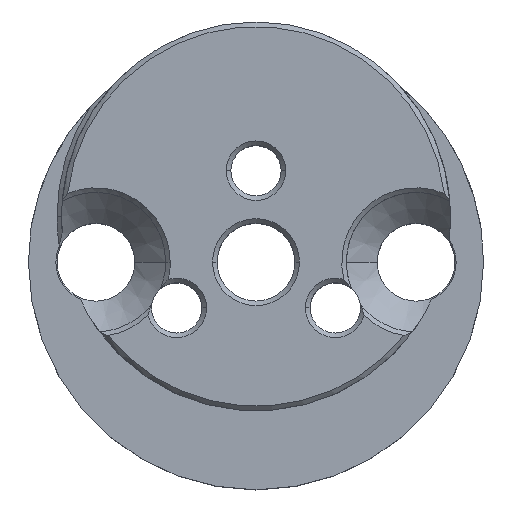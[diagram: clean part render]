
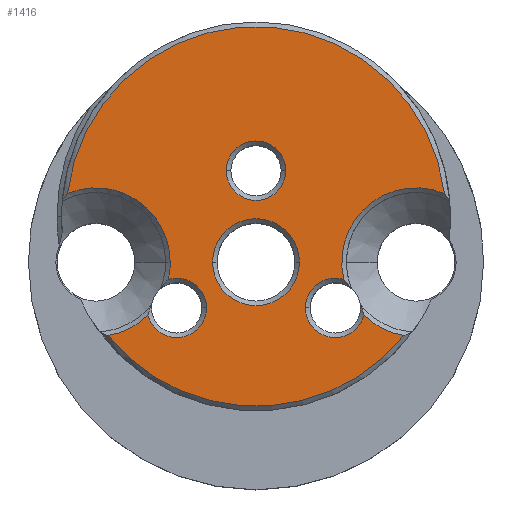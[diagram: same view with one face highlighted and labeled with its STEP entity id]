
A CAD part, top view. The second image highlights one B-rep face of the part: STEP entity #1416.
In plain terms, the highlighted planar face has unit normal (0, 0, 1).
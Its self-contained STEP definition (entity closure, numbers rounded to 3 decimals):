
#14 = CARTESIAN_POINT ( 'NONE',  ( -7., 0., 7. ) ) ;
#17 = AXIS2_PLACEMENT_3D ( 'NONE', #1052, #1020, #1946 ) ;
#30 = DIRECTION ( 'NONE',  ( 0., 0., 1. ) ) ;
#40 = CARTESIAN_POINT ( 'NONE',  ( 0., 2., 7. ) ) ;
#70 = AXIS2_PLACEMENT_3D ( 'NONE', #617, #290, #1048 ) ;
#76 = CIRCLE ( 'NONE', #340, 1.3 ) ;
#101 = AXIS2_PLACEMENT_3D ( 'NONE', #349, #765, #1826 ) ;
#120 = CARTESIAN_POINT ( 'NONE',  ( -1.3, 4., 7. ) ) ;
#121 = DIRECTION ( 'NONE',  ( 1., 0., 0. ) ) ;
#138 = PLANE ( 'NONE',  #1831 ) ;
#162 = ORIENTED_EDGE ( 'NONE', *, *, #1590, .T. ) ;
#181 = EDGE_LOOP ( 'NONE', ( #1662, #217, #1721, #1846, #1247, #1315, #1903, #1294, #1126, #162, #1083 ) ) ;
#210 = EDGE_CURVE ( 'NONE', #1950, #1652, #1918, .T. ) ;
#212 = VERTEX_POINT ( 'NONE', #1501 ) ;
#217 = ORIENTED_EDGE ( 'NONE', *, *, #794, .T. ) ;
#239 = CARTESIAN_POINT ( 'NONE',  ( 3.464, -2., 7. ) ) ;
#255 = VERTEX_POINT ( 'NONE', #1304 ) ;
#289 = CARTESIAN_POINT ( 'NONE',  ( 0., 0., 7. ) ) ;
#290 = DIRECTION ( 'NONE',  ( 0., 0., -1. ) ) ;
#296 = CIRCLE ( 'NONE', #1427, 8.3 ) ;
#304 = ORIENTED_EDGE ( 'NONE', *, *, #1485, .T. ) ;
#308 = CIRCLE ( 'NONE', #913, 1.3 ) ;
#326 = VERTEX_POINT ( 'NONE', #1987 ) ;
#337 = EDGE_CURVE ( 'NONE', #1529, #255, #296, .T. ) ;
#340 = AXIS2_PLACEMENT_3D ( 'NONE', #737, #441, #601 ) ;
#349 = CARTESIAN_POINT ( 'NONE',  ( 0., 0., 7. ) ) ;
#379 = VERTEX_POINT ( 'NONE', #930 ) ;
#441 = DIRECTION ( 'NONE',  ( 0., 0., -1. ) ) ;
#452 = CARTESIAN_POINT ( 'NONE',  ( 4.724, -2.32, 7. ) ) ;
#454 = CARTESIAN_POINT ( 'NONE',  ( -7., 0., 7. ) ) ;
#465 = AXIS2_PLACEMENT_3D ( 'NONE', #713, #1306, #1605 ) ;
#466 = DIRECTION ( 'NONE',  ( 1., 0., 0. ) ) ;
#506 = DIRECTION ( 'NONE',  ( 0., 0., -1. ) ) ;
#532 = CIRCLE ( 'NONE', #1806, 3.25 ) ;
#542 = EDGE_CURVE ( 'NONE', #607, #838, #1184, .T. ) ;
#592 = CARTESIAN_POINT ( 'NONE',  ( -2.164, -2., 7. ) ) ;
#601 = DIRECTION ( 'NONE',  ( 1., 0., 0. ) ) ;
#606 = FACE_BOUND ( 'NONE', #1584, .T. ) ;
#607 = VERTEX_POINT ( 'NONE', #1142 ) ;
#610 = CARTESIAN_POINT ( 'NONE',  ( -3.464, -2., 7. ) ) ;
#617 = CARTESIAN_POINT ( 'NONE',  ( -7., 0., 7. ) ) ;
#652 = VERTEX_POINT ( 'NONE', #1622 ) ;
#656 = DIRECTION ( 'NONE',  ( 0., 0., -1. ) ) ;
#659 = CARTESIAN_POINT ( 'NONE',  ( 7., 0., 7. ) ) ;
#666 = DIRECTION ( 'NONE',  ( 1., 0., 0. ) ) ;
#679 = VERTEX_POINT ( 'NONE', #592 ) ;
#713 = CARTESIAN_POINT ( 'NONE',  ( 0., 2., 7. ) ) ;
#737 = CARTESIAN_POINT ( 'NONE',  ( -3.464, -2., 7. ) ) ;
#744 = VERTEX_POINT ( 'NONE', #1778 ) ;
#765 = DIRECTION ( 'NONE',  ( 0., 0., -1. ) ) ;
#776 = DIRECTION ( 'NONE',  ( 1., 0., 0. ) ) ;
#794 = EDGE_CURVE ( 'NONE', #255, #212, #532, .T. ) ;
#798 = VERTEX_POINT ( 'NONE', #1531 ) ;
#803 = FACE_OUTER_BOUND ( 'NONE', #181, .T. ) ;
#807 = AXIS2_PLACEMENT_3D ( 'NONE', #610, #1344, #776 ) ;
#814 = AXIS2_PLACEMENT_3D ( 'NONE', #1165, #1189, #1209 ) ;
#832 = VERTEX_POINT ( 'NONE', #1812 ) ;
#838 = VERTEX_POINT ( 'NONE', #452 ) ;
#883 = EDGE_LOOP ( 'NONE', ( #1141, #1544 ) ) ;
#913 = AXIS2_PLACEMENT_3D ( 'NONE', #239, #1428, #666 ) ;
#919 = CARTESIAN_POINT ( 'NONE',  ( 0., 4., 7. ) ) ;
#930 = CARTESIAN_POINT ( 'NONE',  ( 1.3, 4., 7. ) ) ;
#942 = CIRCLE ( 'NONE', #1476, 1.3 ) ;
#966 = AXIS2_PLACEMENT_3D ( 'NONE', #1978, #656, #1872 ) ;
#970 = CIRCLE ( 'NONE', #814, 3.25 ) ;
#988 = DIRECTION ( 'NONE',  ( 1., 0., 0. ) ) ;
#995 = AXIS2_PLACEMENT_3D ( 'NONE', #454, #506, #1679 ) ;
#1020 = DIRECTION ( 'NONE',  ( 0., 0., -1. ) ) ;
#1032 = CIRCLE ( 'NONE', #966, 1.3 ) ;
#1039 = VERTEX_POINT ( 'NONE', #120 ) ;
#1048 = DIRECTION ( 'NONE',  ( 1., 0., 0. ) ) ;
#1052 = CARTESIAN_POINT ( 'NONE',  ( 0., 4., 7. ) ) ;
#1073 = DIRECTION ( 'NONE',  ( 0., 0., 1. ) ) ;
#1083 = ORIENTED_EDGE ( 'NONE', *, *, #1821, .T. ) ;
#1088 = CIRCLE ( 'NONE', #465, 8.3 ) ;
#1126 = ORIENTED_EDGE ( 'NONE', *, *, #1494, .T. ) ;
#1141 = ORIENTED_EDGE ( 'NONE', *, *, #1844, .T. ) ;
#1142 = CARTESIAN_POINT ( 'NONE',  ( 6.465, -3.206, 7. ) ) ;
#1146 = DIRECTION ( 'NONE',  ( 1., 0., 0. ) ) ;
#1165 = CARTESIAN_POINT ( 'NONE',  ( 7., 0., 7. ) ) ;
#1168 = ORIENTED_EDGE ( 'NONE', *, *, #210, .T. ) ;
#1184 = CIRCLE ( 'NONE', #1466, 3.25 ) ;
#1189 = DIRECTION ( 'NONE',  ( 0., 0., -1. ) ) ;
#1201 = DIRECTION ( 'NONE',  ( 1., 0., 0. ) ) ;
#1204 = FACE_BOUND ( 'NONE', #883, .T. ) ;
#1209 = DIRECTION ( 'NONE',  ( 1., 0., 0. ) ) ;
#1231 = CARTESIAN_POINT ( 'NONE',  ( 0., 2., 7. ) ) ;
#1232 = EDGE_CURVE ( 'NONE', #798, #679, #1756, .T. ) ;
#1247 = ORIENTED_EDGE ( 'NONE', *, *, #1760, .T. ) ;
#1294 = ORIENTED_EDGE ( 'NONE', *, *, #542, .T. ) ;
#1304 = CARTESIAN_POINT ( 'NONE',  ( -8.239, 3.005, 7. ) ) ;
#1306 = DIRECTION ( 'NONE',  ( 0., 0., 1. ) ) ;
#1315 = ORIENTED_EDGE ( 'NONE', *, *, #1446, .T. ) ;
#1344 = DIRECTION ( 'NONE',  ( 0., 0., -1. ) ) ;
#1365 = DIRECTION ( 'NONE',  ( 0., 0., -1. ) ) ;
#1367 = EDGE_CURVE ( 'NONE', #326, #607, #1088, .T. ) ;
#1416 = ADVANCED_FACE ( 'NONE', ( #606, #803, #1204 ), #138, .T. ) ;
#1427 = AXIS2_PLACEMENT_3D ( 'NONE', #1231, #1073, #1525 ) ;
#1428 = DIRECTION ( 'NONE',  ( 0., 0., -1. ) ) ;
#1446 = EDGE_CURVE ( 'NONE', #652, #326, #1672, .T. ) ;
#1452 = CARTESIAN_POINT ( 'NONE',  ( 1.9, 0., 7. ) ) ;
#1466 = AXIS2_PLACEMENT_3D ( 'NONE', #659, #1874, #988 ) ;
#1476 = AXIS2_PLACEMENT_3D ( 'NONE', #919, #1497, #121 ) ;
#1479 = DIRECTION ( 'NONE',  ( 0., 0., -1. ) ) ;
#1485 = EDGE_CURVE ( 'NONE', #1652, #1950, #1568, .T. ) ;
#1491 = CARTESIAN_POINT ( 'NONE',  ( -1.9, 0., 7. ) ) ;
#1494 = EDGE_CURVE ( 'NONE', #838, #832, #1032, .T. ) ;
#1497 = DIRECTION ( 'NONE',  ( 0., 0., -1. ) ) ;
#1501 = CARTESIAN_POINT ( 'NONE',  ( -3.75, 0., 7. ) ) ;
#1516 = EDGE_CURVE ( 'NONE', #212, #798, #1727, .T. ) ;
#1525 = DIRECTION ( 'NONE',  ( 1., 0., 0. ) ) ;
#1529 = VERTEX_POINT ( 'NONE', #1556 ) ;
#1531 = CARTESIAN_POINT ( 'NONE',  ( -3.839, -0.755, 7. ) ) ;
#1544 = ORIENTED_EDGE ( 'NONE', *, *, #1750, .T. ) ;
#1556 = CARTESIAN_POINT ( 'NONE',  ( 8.239, 3.005, 7. ) ) ;
#1568 = CIRCLE ( 'NONE', #101, 1.9 ) ;
#1584 = EDGE_LOOP ( 'NONE', ( #304, #1168 ) ) ;
#1590 = EDGE_CURVE ( 'NONE', #832, #744, #308, .T. ) ;
#1605 = DIRECTION ( 'NONE',  ( 1., 0., 0. ) ) ;
#1622 = CARTESIAN_POINT ( 'NONE',  ( -4.724, -2.32, 7. ) ) ;
#1647 = CIRCLE ( 'NONE', #17, 1.3 ) ;
#1652 = VERTEX_POINT ( 'NONE', #1452 ) ;
#1662 = ORIENTED_EDGE ( 'NONE', *, *, #337, .T. ) ;
#1672 = CIRCLE ( 'NONE', #70, 3.25 ) ;
#1679 = DIRECTION ( 'NONE',  ( 1., 0., 0. ) ) ;
#1721 = ORIENTED_EDGE ( 'NONE', *, *, #1516, .T. ) ;
#1727 = CIRCLE ( 'NONE', #995, 3.25 ) ;
#1749 = AXIS2_PLACEMENT_3D ( 'NONE', #289, #1479, #1146 ) ;
#1750 = EDGE_CURVE ( 'NONE', #1039, #379, #942, .T. ) ;
#1756 = CIRCLE ( 'NONE', #807, 1.3 ) ;
#1760 = EDGE_CURVE ( 'NONE', #679, #652, #76, .T. ) ;
#1778 = CARTESIAN_POINT ( 'NONE',  ( 3.839, -0.755, 7. ) ) ;
#1806 = AXIS2_PLACEMENT_3D ( 'NONE', #14, #1365, #1201 ) ;
#1812 = CARTESIAN_POINT ( 'NONE',  ( 2.164, -2., 7. ) ) ;
#1821 = EDGE_CURVE ( 'NONE', #744, #1529, #970, .T. ) ;
#1826 = DIRECTION ( 'NONE',  ( 1., 0., 0. ) ) ;
#1831 = AXIS2_PLACEMENT_3D ( 'NONE', #40, #30, #466 ) ;
#1844 = EDGE_CURVE ( 'NONE', #379, #1039, #1647, .T. ) ;
#1846 = ORIENTED_EDGE ( 'NONE', *, *, #1232, .T. ) ;
#1872 = DIRECTION ( 'NONE',  ( 1., 0., 0. ) ) ;
#1874 = DIRECTION ( 'NONE',  ( 0., 0., -1. ) ) ;
#1903 = ORIENTED_EDGE ( 'NONE', *, *, #1367, .T. ) ;
#1918 = CIRCLE ( 'NONE', #1749, 1.9 ) ;
#1946 = DIRECTION ( 'NONE',  ( 1., 0., 0. ) ) ;
#1950 = VERTEX_POINT ( 'NONE', #1491 ) ;
#1978 = CARTESIAN_POINT ( 'NONE',  ( 3.464, -2., 7. ) ) ;
#1987 = CARTESIAN_POINT ( 'NONE',  ( -6.465, -3.206, 7. ) ) ;
